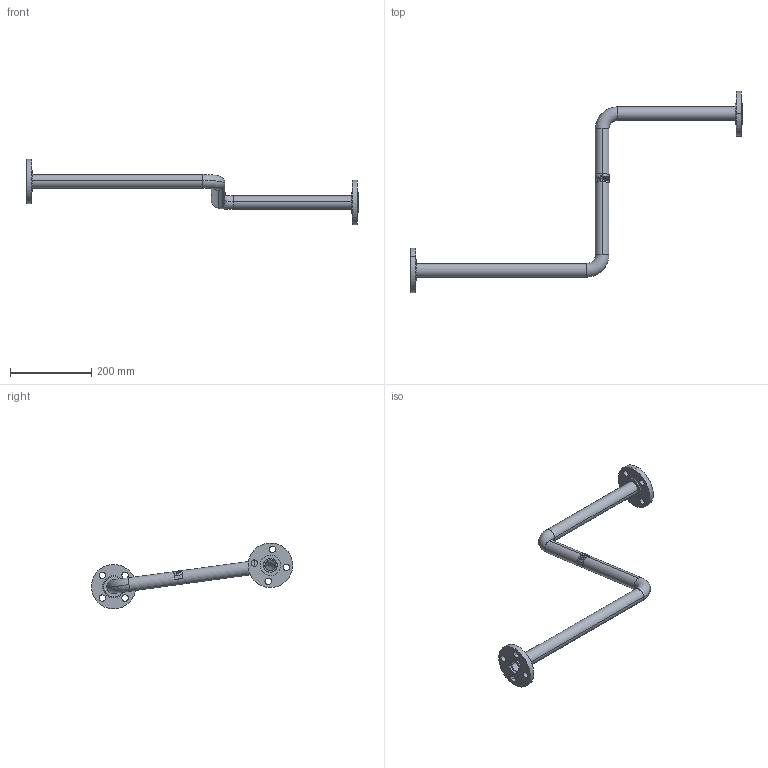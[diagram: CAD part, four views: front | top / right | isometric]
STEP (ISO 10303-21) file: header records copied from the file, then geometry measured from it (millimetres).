
FILE_DESCRIPTION (( 'STEP AP203' ), '1' );
FILE_NAME ('3974-13-50-025_REV_.step', '2026-02-01T23:48:29', ( '' ), ( '' ), 'SwSTEP 2.0', 'SolidWorks 2025', '' );
FILE_SCHEMA (( 'CONFIG_CONTROL_DESIGN' ));
Length unit declared in the file: millimetre
Products named in the file (5): 3435-50-025-02_Default<As Machined>; OEM-25-LR-40-316L_Default<As Machined>; 3435-50-025-03; OEM-25-150-SO-316L_80NB BORE; 3974-13-50-025_REV_
Assembly tree (6 placements, depth 2):
  3974-13-50-025_REV_
    3435-50-025-03
    OEM-25-LR-40-316L_Default<As Machined>  x2
    3435-50-025-02_Default<As Machined>
    OEM-25-150-SO-316L_80NB BORE  x2
Bounding box: 819 x 496.37 x 162.67 mm (x, y, z)
Volume: 581901.6 mm3; surface area: 276130.6 mm2
Topology: 8 solids, 8 shells, 143 faces, 351 edges, 234 vertices
Faces by surface type: cylinder 56, plane 41, bspline 34, torus 12
Entity records: 11099 total; most frequent: CARTESIAN_POINT 7918, ORIENTED_EDGE 582, DIRECTION 465, EDGE_CURVE 291, AXIS2_PLACEMENT_3D 202, VERTEX_POINT 194, EDGE_LOOP 143, B_SPLINE_CURVE_WITH_KNOTS 120
